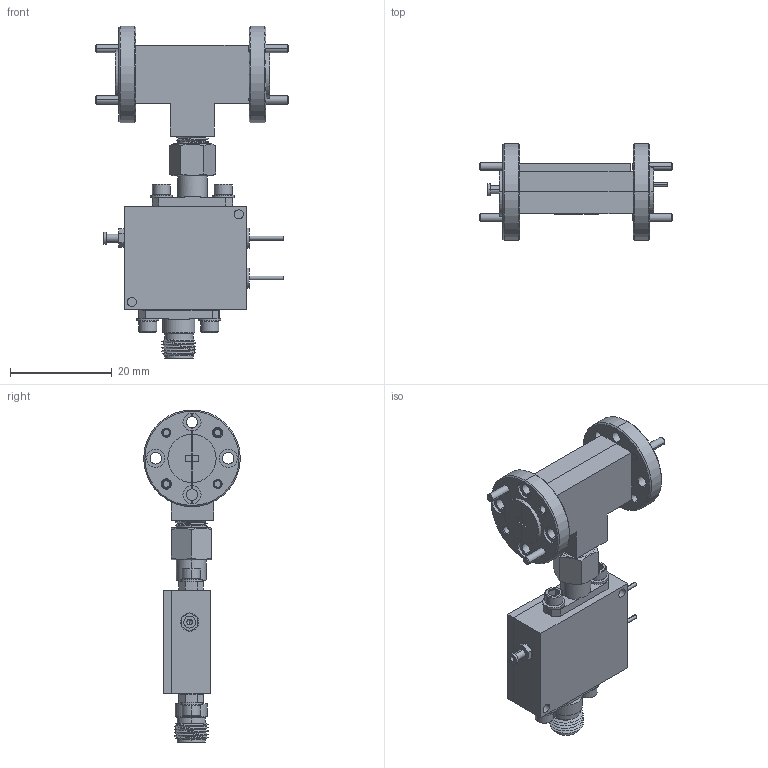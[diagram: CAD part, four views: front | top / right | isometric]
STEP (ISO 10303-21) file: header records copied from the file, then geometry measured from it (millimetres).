
FILE_DESCRIPTION (( 'STEP AP203' ), '1' );
FILE_NAME ('SKS-7531142520-1010-R1.STEP', '2019-01-29T01:58:38', ( '' ), ( '' ), 'SwSTEP 2.0', 'SolidWorks 2016', '' );
FILE_SCHEMA (( 'CONFIG_CONTROL_DESIGN' ));
Products named in the file (1): SKS-7531142520-1010-R1
Bounding box: 38.08 x 19.05 x 65.41 mm (x, y, z)
Volume: 9815.2 mm3; surface area: 10342.5 mm2
Topology: 31 solids, 31 shells, 1483 faces, 3812 edges, 2450 vertices
Faces by surface type: cylinder 729, plane 443, cone 241, bspline 68, torus 2
Entity records: 62977 total; most frequent: CARTESIAN_POINT 30023, ORIENTED_EDGE 7580, DIRECTION 6121, EDGE_CURVE 3790, VERTEX_POINT 2450, AXIS2_PLACEMENT_3D 2221, LINE 1679, VECTOR 1679
